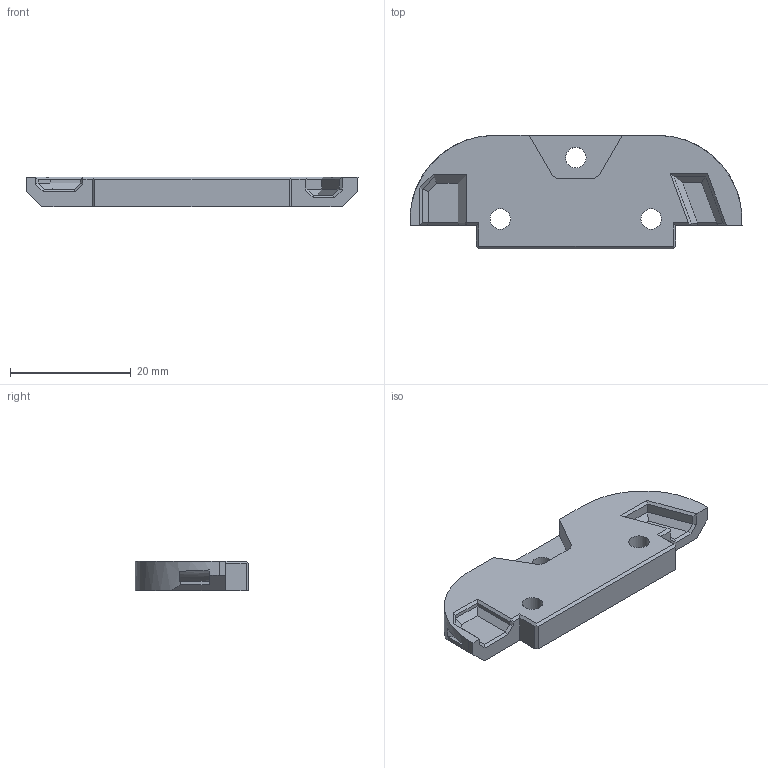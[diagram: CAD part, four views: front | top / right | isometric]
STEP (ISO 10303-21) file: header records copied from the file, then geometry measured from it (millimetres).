
FILE_DESCRIPTION(/* description */ (''),/* implementation_level */ '2;1');
FILE_NAME(/* name */ '',/* time_stamp */ '2025-04-27T21:03:53+03:00',/* author */ (''),/* organization */ (''),/* preprocessor_version */ 'ST-DEVELOPER v20.1',/* originating_system */ 'Autodesk Translation Framework v14.4.0.0',/* authorisation */ '');
FILE_SCHEMA (('AUTOMOTIVE_DESIGN { 1 0 10303 214 3 1 1 }'));
Length unit declared in the file: millimetre
Products named in the file (1): DragonBurner_Spacer
Bounding box: 55 x 18.77 x 4.97 mm (x, y, z)
Volume: 3589.2 mm3; surface area: 2574.9 mm2
Topology: 1 solids, 1 shells, 74 faces, 202 edges, 128 vertices
Faces by surface type: plane 65, cylinder 9
Full cylindrical faces by diameter (mm): 3.4 x3
Entity records: 2358 total; most frequent: CARTESIAN_POINT 417, ORIENTED_EDGE 404, DIRECTION 374, EDGE_CURVE 202, LINE 176, VECTOR 176, VERTEX_POINT 128, AXIS2_PLACEMENT_3D 99
